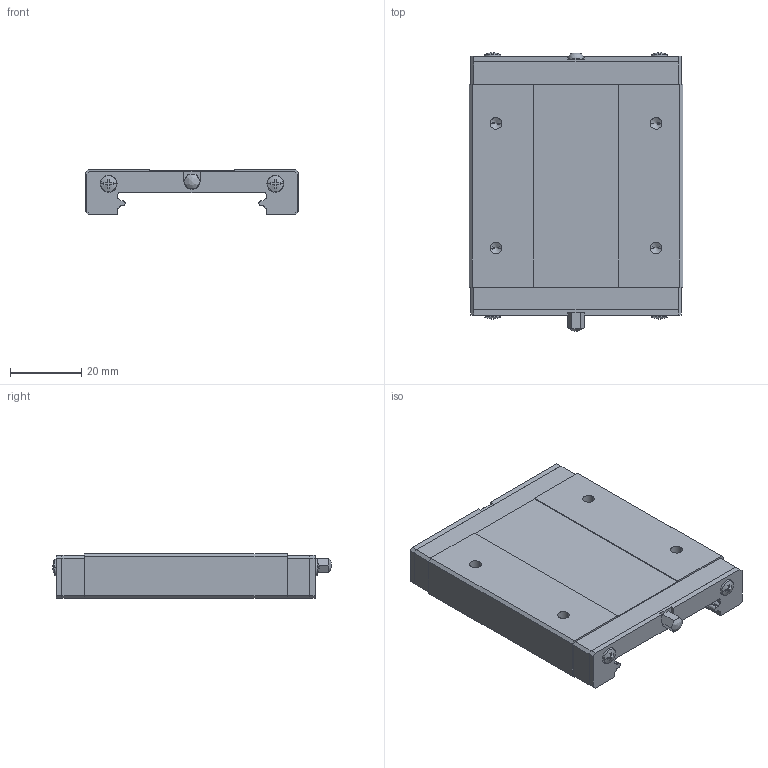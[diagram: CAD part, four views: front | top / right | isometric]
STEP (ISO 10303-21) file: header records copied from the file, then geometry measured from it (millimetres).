
FILE_DESCRIPTION(('STEP AP214'),'1');
FILE_NAME('cctmp_B02E347B-5E4B-4B5A-965F-13989FA69C5F_2024_08_09_14_49_39_0089..stp','2024-08-09T12:49:39',('HIWIN GmbH'),('CADClick - www.CADClick.com'),'Spatial InterOp 3D',' ','unknown authorization');
FILE_SCHEMA(('AUTOMOTIVE_DESIGN'));
Length unit declared in the file: millimetre
Products named in the file (1): MGW15HZ0CM_FILE
Bounding box: 60 x 78.48 x 12.6 mm (x, y, z)
Volume: 35788 mm3; surface area: 13208.1 mm2
Topology: 1 solids, 5 shells, 243 faces, 646 edges, 418 vertices
Faces by surface type: plane 152, cylinder 60, cone 28, torus 2, bspline 1
Entity records: 9430 total; most frequent: CARTESIAN_POINT 1529, ORIENTED_EDGE 1276, DIRECTION 1186, EDGE_CURVE 638, LINE 436, VECTOR 436, VERTEX_POINT 418, AXIS2_PLACEMENT_3D 375
